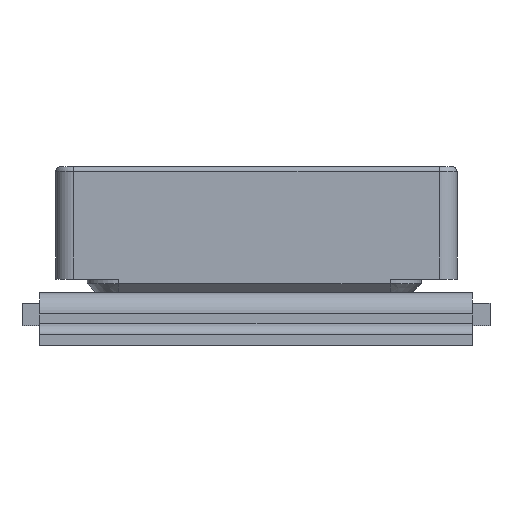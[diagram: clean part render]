
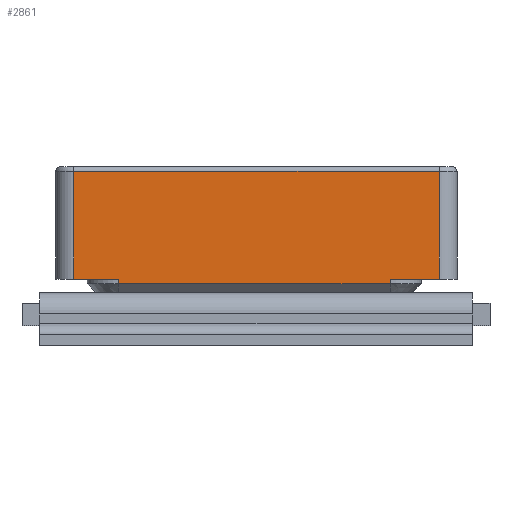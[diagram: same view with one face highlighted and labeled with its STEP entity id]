
A CAD part, front view. The second image highlights one B-rep face of the part: STEP entity #2861.
In plain terms, the highlighted planar face has unit normal (0, -1, 0).
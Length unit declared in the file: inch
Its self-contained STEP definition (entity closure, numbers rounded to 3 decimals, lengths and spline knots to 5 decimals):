
#19 = LINE ( 'NONE', #5826, #1668 ) ;
#65 = ORIENTED_EDGE ( 'NONE', *, *, #525, .T. ) ;
#114 = LINE ( 'NONE', #8242, #7628 ) ;
#165 = CARTESIAN_POINT ( 'NONE',  ( 0.2055, -0.28, 0.126 ) ) ;
#338 = EDGE_CURVE ( 'NONE', #4672, #3103, #19, .T. ) ;
#360 = DIRECTION ( 'NONE',  ( -1., 0., 0. ) ) ;
#525 = EDGE_CURVE ( 'NONE', #1057, #1575, #3013, .T. ) ;
#1057 = VERTEX_POINT ( 'NONE', #6842 ) ;
#1205 = DIRECTION ( 'NONE',  ( 0., 0., 1. ) ) ;
#1415 = ORIENTED_EDGE ( 'NONE', *, *, #7608, .T. ) ;
#1438 = DIRECTION ( 'NONE',  ( 0., 0., 1. ) ) ;
#1509 = ORIENTED_EDGE ( 'NONE', *, *, #2534, .T. ) ;
#1566 = ORIENTED_EDGE ( 'NONE', *, *, #7566, .T. ) ;
#1575 = VERTEX_POINT ( 'NONE', #7467 ) ;
#1636 = EDGE_LOOP ( 'NONE', ( #2612, #1509, #1415, #7863, #3293, #1566, #65, #8327 ) ) ;
#1668 = VECTOR ( 'NONE', #1892, 39.37008 ) ;
#1817 = DIRECTION ( 'NONE',  ( 0., 0., 1. ) ) ;
#1849 = VERTEX_POINT ( 'NONE', #6526 ) ;
#1892 = DIRECTION ( 'NONE',  ( 1., 0., 0. ) ) ;
#1992 = DIRECTION ( 'NONE',  ( 0., 1., 0. ) ) ;
#2180 = LINE ( 'NONE', #6950, #4350 ) ;
#2238 = VECTOR ( 'NONE', #4606, 39.37008 ) ;
#2496 = CARTESIAN_POINT ( 'NONE',  ( 0.1505, -0.28, 0. ) ) ;
#2534 = EDGE_CURVE ( 'NONE', #4505, #5588, #3725, .T. ) ;
#2612 = ORIENTED_EDGE ( 'NONE', *, *, #2659, .F. ) ;
#2659 = EDGE_CURVE ( 'NONE', #4505, #7047, #4237, .T. ) ;
#2861 = ADVANCED_FACE ( 'NONE', ( #2896 ), #3980, .F. ) ;
#2896 = FACE_OUTER_BOUND ( 'NONE', #1636, .T. ) ;
#3013 = LINE ( 'NONE', #3452, #8032 ) ;
#3084 = CARTESIAN_POINT ( 'NONE',  ( 0.1505, -0.28, -0.005 ) ) ;
#3103 = VERTEX_POINT ( 'NONE', #6835 ) ;
#3293 = ORIENTED_EDGE ( 'NONE', *, *, #4799, .T. ) ;
#3318 = VECTOR ( 'NONE', #8161, 39.37008 ) ;
#3452 = CARTESIAN_POINT ( 'NONE',  ( -0.2045, -0.28, 0.126 ) ) ;
#3509 = DIRECTION ( 'NONE',  ( 0., 0., -1. ) ) ;
#3725 = LINE ( 'NONE', #4077, #3318 ) ;
#3980 = PLANE ( 'NONE',  #7010 ) ;
#4077 = CARTESIAN_POINT ( 'NONE',  ( 0.1505, -0.28, -0.005 ) ) ;
#4237 = LINE ( 'NONE', #8369, #8444 ) ;
#4350 = VECTOR ( 'NONE', #1205, 39.37008 ) ;
#4404 = EDGE_CURVE ( 'NONE', #1575, #7047, #6352, .T. ) ;
#4483 = CARTESIAN_POINT ( 'NONE',  ( -0.1545, -0.28, 0. ) ) ;
#4505 = VERTEX_POINT ( 'NONE', #6137 ) ;
#4606 = DIRECTION ( 'NONE',  ( 1., 0., 0. ) ) ;
#4672 = VERTEX_POINT ( 'NONE', #2496 ) ;
#4799 = EDGE_CURVE ( 'NONE', #3103, #1849, #5628, .T. ) ;
#5331 = VECTOR ( 'NONE', #1438, 39.37008 ) ;
#5588 = VERTEX_POINT ( 'NONE', #3084 ) ;
#5628 = LINE ( 'NONE', #165, #5331 ) ;
#5826 = CARTESIAN_POINT ( 'NONE',  ( -0.2245, -0.28, 0. ) ) ;
#5956 = DIRECTION ( 'NONE',  ( 1., 0., 0. ) ) ;
#6137 = CARTESIAN_POINT ( 'NONE',  ( -0.1545, -0.28, -0.005 ) ) ;
#6352 = LINE ( 'NONE', #8028, #2238 ) ;
#6526 = CARTESIAN_POINT ( 'NONE',  ( 0.2055, -0.28, 0.121 ) ) ;
#6835 = CARTESIAN_POINT ( 'NONE',  ( 0.2055, -0.28, 0. ) ) ;
#6842 = CARTESIAN_POINT ( 'NONE',  ( -0.2045, -0.28, 0.121 ) ) ;
#6950 = CARTESIAN_POINT ( 'NONE',  ( 0.1505, -0.28, -0.015 ) ) ;
#7010 = AXIS2_PLACEMENT_3D ( 'NONE', #7243, #1992, #5956 ) ;
#7047 = VERTEX_POINT ( 'NONE', #4483 ) ;
#7243 = CARTESIAN_POINT ( 'NONE',  ( -0.2245, -0.28, 0.126 ) ) ;
#7467 = CARTESIAN_POINT ( 'NONE',  ( -0.2045, -0.28, 0. ) ) ;
#7566 = EDGE_CURVE ( 'NONE', #1849, #1057, #114, .T. ) ;
#7608 = EDGE_CURVE ( 'NONE', #5588, #4672, #2180, .T. ) ;
#7628 = VECTOR ( 'NONE', #360, 39.37008 ) ;
#7863 = ORIENTED_EDGE ( 'NONE', *, *, #338, .T. ) ;
#8028 = CARTESIAN_POINT ( 'NONE',  ( -0.2245, -0.28, 0. ) ) ;
#8032 = VECTOR ( 'NONE', #3509, 39.37008 ) ;
#8161 = DIRECTION ( 'NONE',  ( 1., 0., 0. ) ) ;
#8242 = CARTESIAN_POINT ( 'NONE',  ( -0.2045, -0.28, 0.121 ) ) ;
#8327 = ORIENTED_EDGE ( 'NONE', *, *, #4404, .T. ) ;
#8369 = CARTESIAN_POINT ( 'NONE',  ( -0.1545, -0.28, -0.015 ) ) ;
#8444 = VECTOR ( 'NONE', #1817, 39.37008 ) ;
